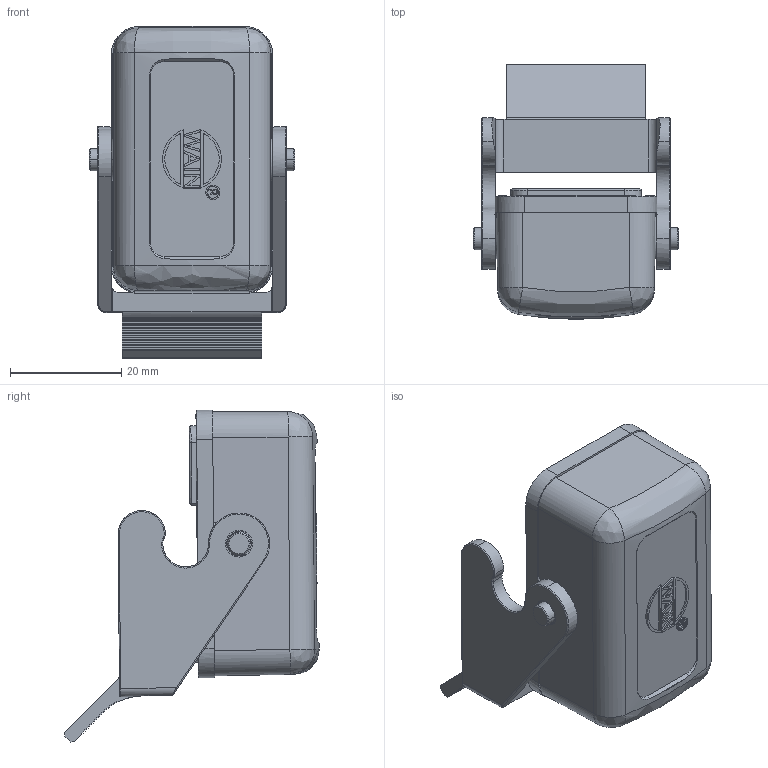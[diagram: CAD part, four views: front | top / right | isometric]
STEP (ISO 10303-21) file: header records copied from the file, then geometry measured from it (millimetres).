
FILE_DESCRIPTION (( 'STEP AP203' ), '1' );
FILE_NAME ('H1M-CV-1L_1.STP', '2017-09-26T01:30:21', ( '微软用户' ), ( '微软中国' ), 'SwSTEP 2.0', 'SolidWorks 2012', '' );
FILE_SCHEMA (( 'CONFIG_CONTROL_DESIGN' ));
Length unit declared in the file: millimetre
Products named in the file (1): H1M-CV-1L_1
Bounding box: 37 x 45.72 x 59.64 mm (x, y, z)
Volume: 15506.4 mm3; surface area: 13534.6 mm2
Topology: 1 solids, 3 shells, 425 faces, 1120 edges, 715 vertices
Faces by surface type: plane 213, cylinder 117, bspline 80, cone 15
Entity records: 15644 total; most frequent: CARTESIAN_POINT 5786, ORIENTED_EDGE 2240, DIRECTION 1749, EDGE_CURVE 1120, VERTEX_POINT 715, LINE 679, VECTOR 679, AXIS2_PLACEMENT_3D 535
